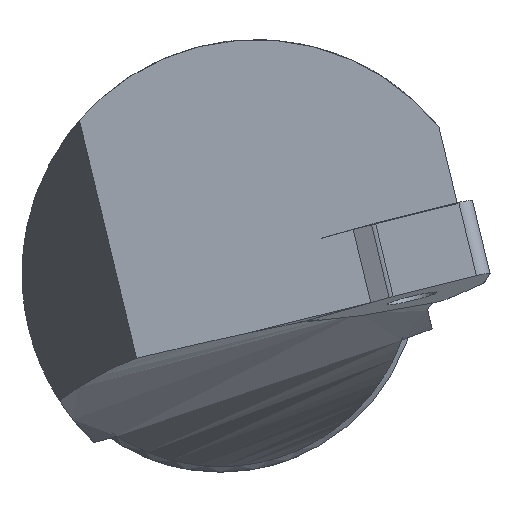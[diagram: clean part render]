
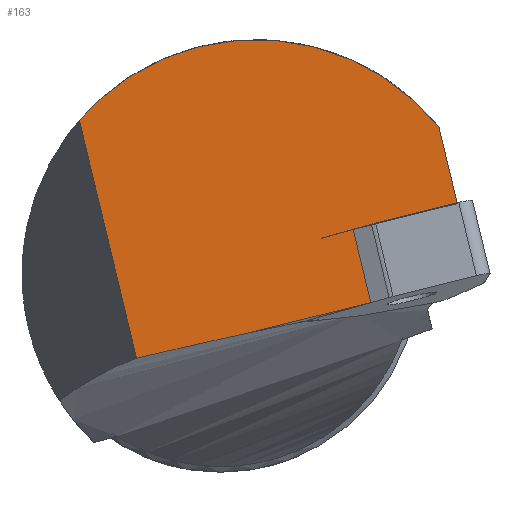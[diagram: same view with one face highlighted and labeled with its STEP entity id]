
A CAD part, front view. The second image highlights one B-rep face of the part: STEP entity #163.
In plain terms, the highlighted planar face has unit normal (-0.105, -0.992, 0.064).
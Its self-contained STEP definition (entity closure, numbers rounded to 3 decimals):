
#140=ELLIPSE('',#801,59.025,9.79);
#148=ELLIPSE('',#817,14.863,14.75);
#163=ADVANCED_FACE('',(#236),#208,.T.);
#208=PLANE('',#818);
#236=FACE_OUTER_BOUND('',#269,.T.);
#269=EDGE_LOOP('',(#373,#374,#375,#376,#377,#378,#379));
#373=ORIENTED_EDGE('',*,*,#597,.F.);
#374=ORIENTED_EDGE('',*,*,#620,.F.);
#375=ORIENTED_EDGE('',*,*,#614,.F.);
#376=ORIENTED_EDGE('',*,*,#628,.T.);
#377=ORIENTED_EDGE('',*,*,#629,.T.);
#378=ORIENTED_EDGE('',*,*,#630,.T.);
#379=ORIENTED_EDGE('',*,*,#599,.F.);
#525=VERTEX_POINT('',#1111);
#526=VERTEX_POINT('',#1113);
#527=VERTEX_POINT('',#1117);
#541=VERTEX_POINT('',#1203);
#542=VERTEX_POINT('',#1205);
#548=VERTEX_POINT('',#1230);
#549=VERTEX_POINT('',#1234);
#597=EDGE_CURVE('',#525,#526,#698,.T.);
#599=EDGE_CURVE('',#526,#527,#140,.T.);
#614=EDGE_CURVE('',#541,#542,#702,.T.);
#620=EDGE_CURVE('',#542,#525,#707,.T.);
#628=EDGE_CURVE('',#541,#548,#713,.T.);
#629=EDGE_CURVE('',#548,#549,#148,.T.);
#630=EDGE_CURVE('',#549,#527,#714,.T.);
#698=LINE('',#1112,#749);
#702=LINE('',#1204,#753);
#707=LINE('',#1215,#758);
#713=LINE('',#1231,#764);
#714=LINE('',#1235,#765);
#749=VECTOR('',#888,1.);
#753=VECTOR('',#906,1.);
#758=VECTOR('',#915,1.);
#764=VECTOR('',#935,1.);
#765=VECTOR('',#940,1.);
#801=AXIS2_PLACEMENT_3D('',#1116,#892,#893);
#817=AXIS2_PLACEMENT_3D('',#1233,#938,#939);
#818=AXIS2_PLACEMENT_3D('',#1236,#941,#942);
#888=DIRECTION('',(-0.967,0.087,-0.24));
#892=DIRECTION('',(-0.105,-0.992,0.064));
#893=DIRECTION('',(0.96,-0.084,0.268));
#906=DIRECTION('',(-0.967,0.087,-0.24));
#915=DIRECTION('',(0.233,-0.087,-0.969));
#935=DIRECTION('',(-0.233,0.087,0.969));
#938=DIRECTION('',(-0.105,-0.992,0.064));
#939=DIRECTION('',(0.847,-0.123,-0.517));
#940=DIRECTION('',(0.233,-0.087,-0.969));
#941=DIRECTION('',(-0.105,-0.992,0.064));
#942=DIRECTION('',(0.967,-0.087,0.24));
#1111=CARTESIAN_POINT('',(9.466,-198.896,-1.814));
#1112=CARTESIAN_POINT('',(9.466,-198.896,-1.814));
#1113=CARTESIAN_POINT('',(1.701,-198.199,-3.741));
#1116=CARTESIAN_POINT('',(-15.44,-197.307,-18.027));
#1117=CARTESIAN_POINT('',(-5.282,-197.562,-5.325));
#1203=CARTESIAN_POINT('',(14.916,-199.07,4.424));
#1204=CARTESIAN_POINT('',(14.916,-199.07,4.424));
#1205=CARTESIAN_POINT('',(8.359,-198.481,2.797));
#1215=CARTESIAN_POINT('',(8.359,-198.481,2.797));
#1230=CARTESIAN_POINT('',(13.766,-198.639,9.217));
#1231=CARTESIAN_POINT('',(14.916,-199.07,4.424));
#1233=CARTESIAN_POINT('',(2.25,-198.015,0.));
#1234=CARTESIAN_POINT('',(-8.883,-196.212,9.675));
#1235=CARTESIAN_POINT('',(-8.883,-196.212,9.675));
#1236=CARTESIAN_POINT('',(16.023,-199.485,-0.187));
